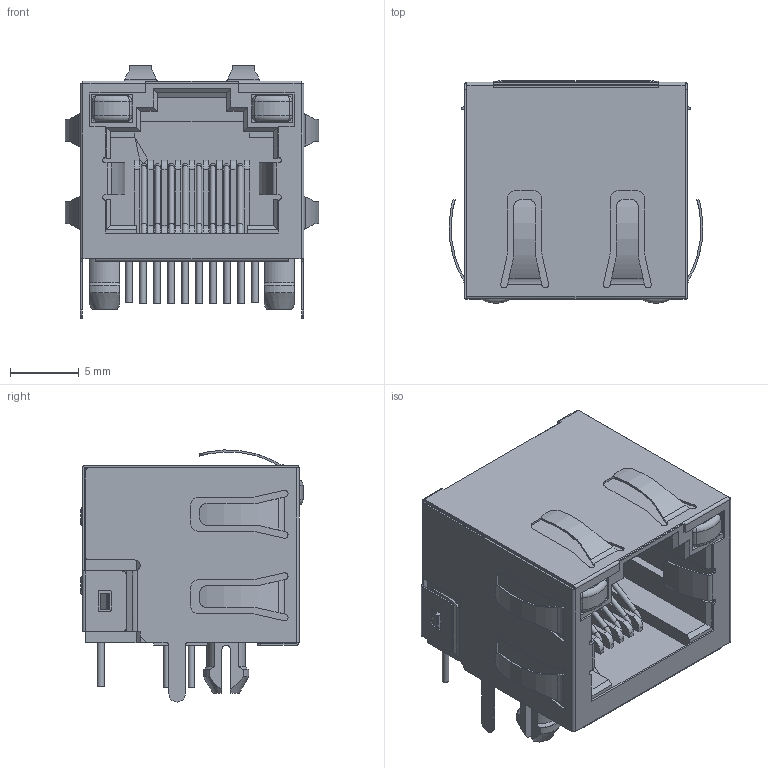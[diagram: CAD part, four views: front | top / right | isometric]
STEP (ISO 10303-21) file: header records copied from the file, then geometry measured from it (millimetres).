
FILE_DESCRIPTION(/* description */ (''),/* implementation_level */ '2;1');
FILE_NAME(/* name */ 'RJ1.step',/* time_stamp */ '2023-09-12T21:45:14+02:00',/* author */ (''),/* organization */ (''),/* preprocessor_version */ 'ST-DEVELOPER v20',/* originating_system */ 'Autodesk Translation Framework v12.9.0.99',/* authorisation */ '');
FILE_SCHEMA (('AUTOMOTIVE_DESIGN { 1 0 10303 214 3 1 1 }'));
Length unit declared in the file: millimetre
Products named in the file (3): RJ1; RJ45-TH_B-1-1; COMPOUND (1)
Assembly tree (2 placements, depth 3):
  RJ1
    RJ45-TH_B-1-1
      COMPOUND (1)
Bounding box: 18.46 x 16.14 x 18.33 mm (x, y, z)
Volume: 1733 mm3; surface area: 4608.7 mm2
Topology: 2 solids, 2 shells, 813 faces, 2256 edges, 1484 vertices
Faces by surface type: plane 502, cylinder 230, torus 36, bspline 29, cone 8, sphere 8
Full cylindrical faces by diameter (mm): 0.296 x1, 0.4 x24, 0.46 x8, 0.5 x4
Entity records: 27730 total; most frequent: CARTESIAN_POINT 5747, ORIENTED_EDGE 4512, DIRECTION 4242, EDGE_CURVE 2256, LINE 1580, VECTOR 1580, VERTEX_POINT 1484, AXIS2_PLACEMENT_3D 1331
